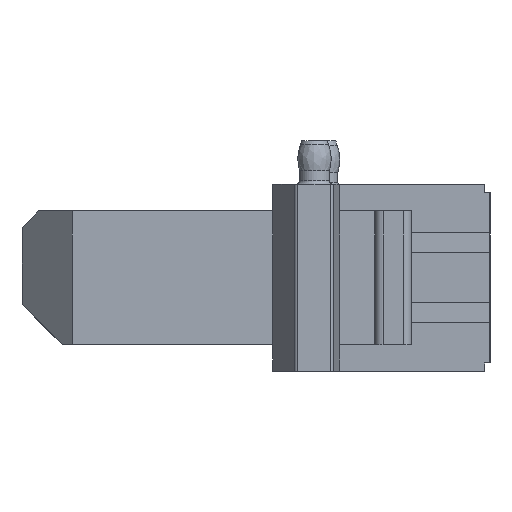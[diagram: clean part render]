
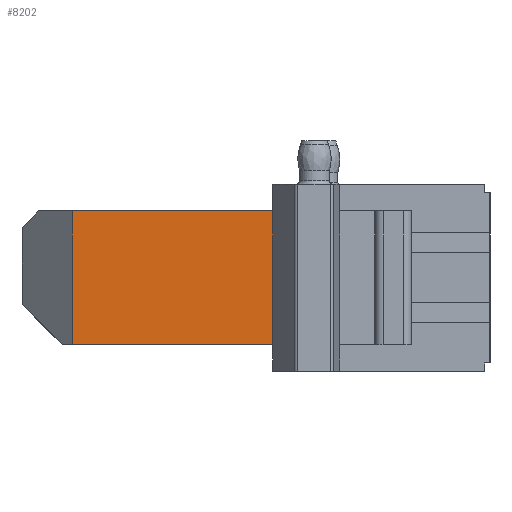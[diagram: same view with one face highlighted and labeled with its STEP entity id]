
A CAD part, left-side view. The second image highlights one B-rep face of the part: STEP entity #8202.
In plain terms, the highlighted planar face has unit normal (-1, 0, 0).
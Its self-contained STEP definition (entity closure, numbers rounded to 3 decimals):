
#1626=DIRECTION('',(0.,1.,0.));
#1627=VECTOR('',#1626,12.);
#1628=CARTESIAN_POINT('',(-22.985,-1.,-4.));
#1629=LINE('',#1628,#1627);
#1630=DIRECTION('',(0.,0.,1.));
#1631=VECTOR('',#1630,8.);
#1632=CARTESIAN_POINT('',(-22.985,11.,-4.));
#1633=LINE('',#1632,#1631);
#1634=DIRECTION('',(0.,-1.,0.));
#1635=VECTOR('',#1634,12.);
#1636=CARTESIAN_POINT('',(-22.985,11.,4.));
#1637=LINE('',#1636,#1635);
#1638=DIRECTION('',(0.,0.,-1.));
#1639=VECTOR('',#1638,8.);
#1640=CARTESIAN_POINT('',(-22.985,-1.,4.));
#1641=LINE('',#1640,#1639);
#4637=CARTESIAN_POINT('',(-22.985,-1.,4.));
#4638=VERTEX_POINT('',#4637);
#4657=CARTESIAN_POINT('',(-22.985,-1.,-4.));
#4659=VERTEX_POINT('',#4657);
#4981=CARTESIAN_POINT('',(-22.985,11.,4.));
#4982=VERTEX_POINT('',#4981);
#4984=CARTESIAN_POINT('',(-22.985,11.,-4.));
#4986=VERTEX_POINT('',#4984);
#8189=CARTESIAN_POINT('',(-22.985,5.,0.));
#8190=DIRECTION('',(1.,0.,0.));
#8191=DIRECTION('',(0.,-1.,0.));
#8192=AXIS2_PLACEMENT_3D('',#8189,#8190,#8191);
#8193=PLANE('',#8192);
#8195=ORIENTED_EDGE('',*,*,#8194,.T.);
#8196=ORIENTED_EDGE('',*,*,#8178,.T.);
#8197=ORIENTED_EDGE('',*,*,#8077,.T.);
#8199=ORIENTED_EDGE('',*,*,#8198,.T.);
#8200=EDGE_LOOP('',(#8195,#8196,#8197,#8199));
#8201=FACE_OUTER_BOUND('',#8200,.F.);
#8077=EDGE_CURVE('',#4982,#4638,#1637,.T.);
#8178=EDGE_CURVE('',#4986,#4982,#1633,.T.);
#8194=EDGE_CURVE('',#4659,#4986,#1629,.T.);
#8198=EDGE_CURVE('',#4638,#4659,#1641,.T.);
#8202=ADVANCED_FACE('',(#8201),#8193,.F.);
